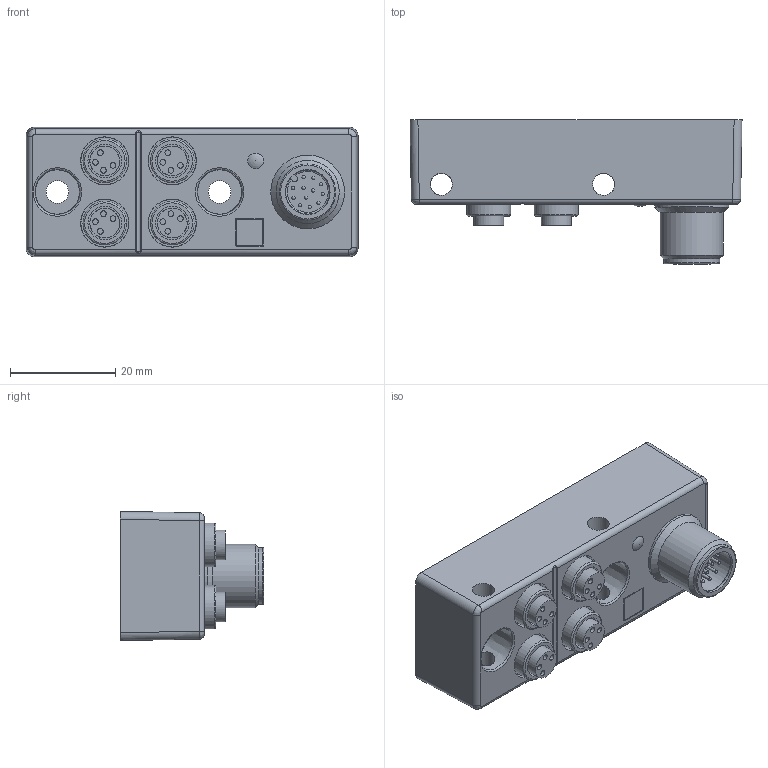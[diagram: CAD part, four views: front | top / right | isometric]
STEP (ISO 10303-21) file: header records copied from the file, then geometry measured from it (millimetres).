
FILE_DESCRIPTION(/* description */ (''),/* implementation_level */ '2;1');
FILE_NAME(/* name */ '4IOS8-4P1T.stp',/* time_stamp */ '2017-01-27T08:42:44+01:00',/* author */ (''),/* organization */ (''),/* preprocessor_version */ 'ST-DEVELOPER v16',/* originating_system */ 'SIEMENS PLM Software NX 10.0',/* authorisation */ '');
FILE_SCHEMA (('AUTOMOTIVE_DESIGN { 1 0 10303 214 3 1 1 1 }'));
Length unit declared in the file: millimetre
Products named in the file (1): 5023323_4IOS8-4P1T
Bounding box: 63 x 27.3 x 24.51 mm (x, y, z)
Volume: 24087.1 mm3; surface area: 8605.7 mm2
Topology: 1 solids, 1 shells, 163 faces, 371 edges, 239 vertices
Faces by surface type: cylinder 68, plane 60, sphere 13, torus 8, cone 8, bspline 6
Full cylindrical faces by diameter (mm): 0.6 x12, 1.075 x16, 4.2 x4, 4.3 x2, 5.65 x4, 6.4 x4, 6.9 x4, 8.3 x4, 8.5 x1, 10.65 x1, 12 x1, 14 x1
Entity records: 4057 total; most frequent: CARTESIAN_POINT 980, DIRECTION 677, ORIENTED_EDGE 448, AXIS2_PLACEMENT_3D 309, EDGE_LOOP 300, FACE_BOUND 237, EDGE_CURVE 224, VERTEX_POINT 188
